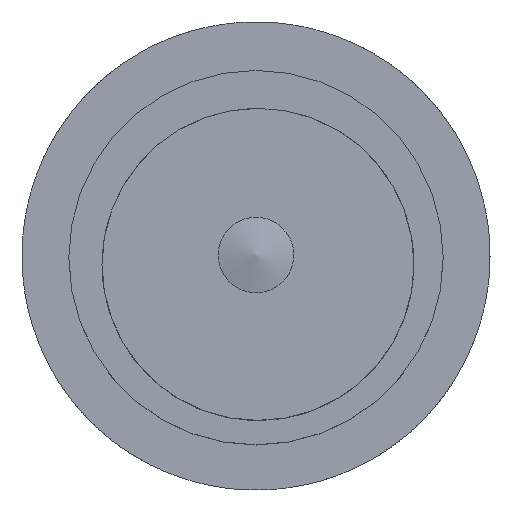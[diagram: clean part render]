
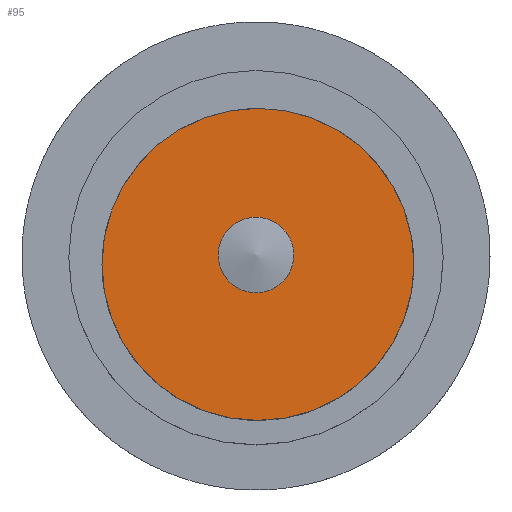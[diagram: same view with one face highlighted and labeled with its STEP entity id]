
A CAD part, top view. The second image highlights one B-rep face of the part: STEP entity #95.
In plain terms, the highlighted planar face has unit normal (0, 0, 1).
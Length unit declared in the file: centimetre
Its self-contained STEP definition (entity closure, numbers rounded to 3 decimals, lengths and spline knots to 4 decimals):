
#15=PLANE($,#108);
#20=FACE_BOUND($,#41,.T.);
#28=B_SPLINE_CURVE_WITH_KNOTS($,3,(#162,#163,#164,#165,#166,#167,#168,#169,
#170,#171,#172,#173,#174,#175,#176,#177,#178,#179,#180,#181,#182,#183,#184,
#185,#186,#187,#188,#189,#190,#191,#192,#193,#194,#195,#196,#197,#198,#199,
#200,#201,#202,#203),.UNSPECIFIED.,.T.,.F.,(4,2,2,2,2,2,2,2,2,2,2,2,2,2,
2,2,2,2,2,2,4),(-4.5723,-4.4675,-4.1826,-3.895,
-3.6171,-3.3529,-3.0635,-2.847,
-2.6832,-2.5281,-2.3505,-2.1021,
-1.8164,-1.5284,-1.2553,-0.9941,-0.7035,
-0.5093,-0.3513,-0.1935,0.),
 .UNSPECIFIED.);
#33=FACE_OUTER_BOUND($,#40,.T.);
#40=EDGE_LOOP($,(#77));
#41=EDGE_LOOP($,(#78));
#52=CIRCLE($,#106,3.);
#56=VERTEX_POINT($,#139);
#59=VERTEX_POINT($,#161);
#65=EDGE_CURVE($,#56,#56,#52,.T.);
#68=EDGE_CURVE($,#59,#59,#28,.T.);
#77=ORIENTED_EDGE($,*,*,#65,.F.);
#78=ORIENTED_EDGE($,*,*,#68,.F.);
#95=ADVANCED_FACE($,(#33,#20),#15,.F.);
#106=AXIS2_PLACEMENT_3D($,#140,#119,#120);
#108=AXIS2_PLACEMENT_3D($,#160,#123,#124);
#119=DIRECTION('center_axis',(0.,0.,
-1.));
#120=DIRECTION('ref_axis',(0.,1.,0.));
#123=DIRECTION('center_axis',(0.,0.,
-1.));
#124=DIRECTION('ref_axis',(0.,1.,0.));
#139=CARTESIAN_POINT('',(-4.463,7.3521,10.8881));
#140=CARTESIAN_POINT('Origin',(-4.463,4.3521,10.8881));
#160=CARTESIAN_POINT('Origin',(-4.463,4.3521,10.8881));
#161=CARTESIAN_POINT('',(-3.8576,4.8686,10.8881));
#162=CARTESIAN_POINT('Ctrl Pts',(-3.8576,4.8686,10.8881));
#163=CARTESIAN_POINT('Ctrl Pts',(-3.8738,4.8996,10.8881));
#164=CARTESIAN_POINT('Ctrl Pts',(-3.8922,4.9293,10.8881));
#165=CARTESIAN_POINT('Ctrl Pts',(-3.9684,5.0346,10.8881));
#166=CARTESIAN_POINT('Ctrl Pts',(-4.0386,5.0998,10.8881));
#167=CARTESIAN_POINT('Ctrl Pts',(-4.201,5.2001,10.8881));
#168=CARTESIAN_POINT('Ctrl Pts',(-4.2917,5.2339,10.8881));
#169=CARTESIAN_POINT('Ctrl Pts',(-4.4778,5.2636,10.8881));
#170=CARTESIAN_POINT('Ctrl Pts',(-4.5713,5.2606,10.8881));
#171=CARTESIAN_POINT('Ctrl Pts',(-4.7475,5.2206,10.8881));
#172=CARTESIAN_POINT('Ctrl Pts',(-4.8291,5.1856,10.8881));
#173=CARTESIAN_POINT('Ctrl Pts',(-4.9829,5.0835,10.8881));
#174=CARTESIAN_POINT('Ctrl Pts',(-5.0518,5.0146,10.8881));
#175=CARTESIAN_POINT('Ctrl Pts',(-5.1452,4.8743,10.8881));
#176=CARTESIAN_POINT('Ctrl Pts',(-5.176,4.8086,10.8881));
#177=CARTESIAN_POINT('Ctrl Pts',(-5.2122,4.6871,10.8881));
#178=CARTESIAN_POINT('Ctrl Pts',(-5.2218,4.6332,10.8881));
#179=CARTESIAN_POINT('Ctrl Pts',(-5.2287,4.5271,10.8881));
#180=CARTESIAN_POINT('Ctrl Pts',(-5.2264,4.4753,10.8881));
#181=CARTESIAN_POINT('Ctrl Pts',(-5.21,4.3656,10.8881));
#182=CARTESIAN_POINT('Ctrl Pts',(-5.194,4.3084,10.8881));
#183=CARTESIAN_POINT('Ctrl Pts',(-5.1396,4.1772,10.8881));
#184=CARTESIAN_POINT('Ctrl Pts',(-5.095,4.1068,10.8881));
#185=CARTESIAN_POINT('Ctrl Pts',(-4.9756,3.9747,10.8881));
#186=CARTESIAN_POINT('Ctrl Pts',(-4.8984,3.9173,10.8881));
#187=CARTESIAN_POINT('Ctrl Pts',(-4.7257,3.8352,10.8881));
#188=CARTESIAN_POINT('Ctrl Pts',(-4.6316,3.8116,10.8881));
#189=CARTESIAN_POINT('Ctrl Pts',(-4.4448,3.8026,10.8881));
#190=CARTESIAN_POINT('Ctrl Pts',(-4.3539,3.8154,10.8881));
#191=CARTESIAN_POINT('Ctrl Pts',(-4.1853,3.8726,10.8881));
#192=CARTESIAN_POINT('Ctrl Pts',(-4.1085,3.9152,10.8881));
#193=CARTESIAN_POINT('Ctrl Pts',(-3.9662,4.0317,10.8881));
#194=CARTESIAN_POINT('Ctrl Pts',(-3.9042,4.1074,10.8881));
#195=CARTESIAN_POINT('Ctrl Pts',(-3.8287,4.2503,10.8881));
#196=CARTESIAN_POINT('Ctrl Pts',(-3.8063,4.3114,10.8881));
#197=CARTESIAN_POINT('Ctrl Pts',(-3.7808,4.426,10.8881));
#198=CARTESIAN_POINT('Ctrl Pts',(-3.775,4.4785,10.8881));
#199=CARTESIAN_POINT('Ctrl Pts',(-3.7749,4.5838,10.8881));
#200=CARTESIAN_POINT('Ctrl Pts',(-3.7805,4.6362,10.8881));
#201=CARTESIAN_POINT('Ctrl Pts',(-3.8056,4.7506,10.8881));
#202=CARTESIAN_POINT('Ctrl Pts',(-3.8277,4.8115,10.8881));
#203=CARTESIAN_POINT('Ctrl Pts',(-3.8576,4.8686,10.8881));
